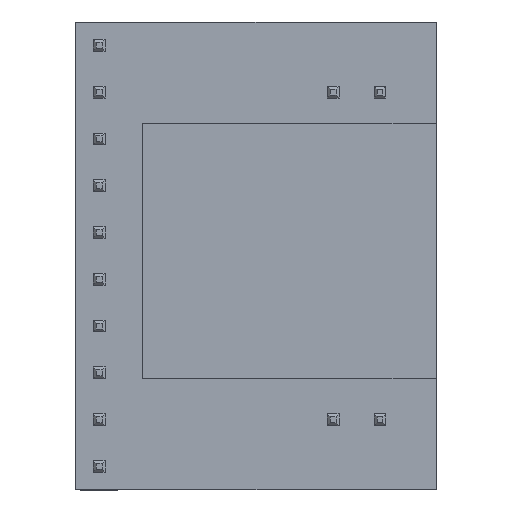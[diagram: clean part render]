
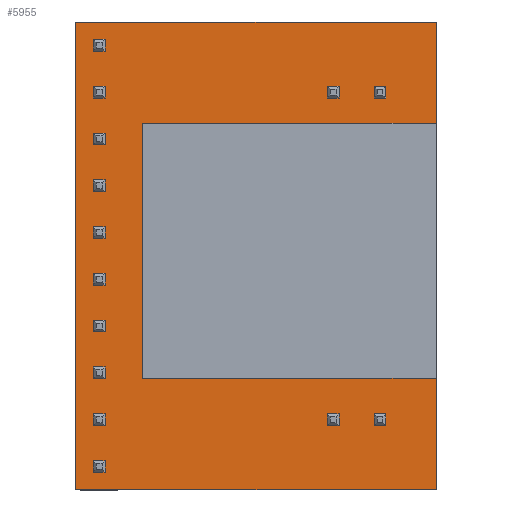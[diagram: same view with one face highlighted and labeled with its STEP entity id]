
A CAD part, top view. The second image highlights one B-rep face of the part: STEP entity #5955.
In plain terms, the highlighted planar face has unit normal (0, 0, 1).
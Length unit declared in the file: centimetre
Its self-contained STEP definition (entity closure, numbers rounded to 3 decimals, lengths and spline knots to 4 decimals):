
#45=FACE_OUTER_BOUND($,#405,.T.);
#405=EDGE_LOOP($,(#3887,#3888,#3889,#3890));
#793=LINE($,#8266,#1647);
#794=LINE($,#8268,#1648);
#795=LINE($,#8270,#1649);
#796=LINE($,#8271,#1650);
#1647=VECTOR($,#6690,2.54);
#1648=VECTOR($,#6691,1.956);
#1649=VECTOR($,#6692,2.54);
#1650=VECTOR($,#6693,1.956);
#2501=VERTEX_POINT($,#8264);
#2502=VERTEX_POINT($,#8265);
#2503=VERTEX_POINT($,#8267);
#2504=VERTEX_POINT($,#8269);
#3033=EDGE_CURVE($,#2501,#2502,#793,.T.);
#3034=EDGE_CURVE($,#2502,#2503,#794,.T.);
#3035=EDGE_CURVE($,#2503,#2504,#795,.T.);
#3036=EDGE_CURVE($,#2504,#2501,#796,.T.);
#3887=ORIENTED_EDGE($,*,*,#3033,.T.);
#3888=ORIENTED_EDGE($,*,*,#3034,.T.);
#3889=ORIENTED_EDGE($,*,*,#3035,.T.);
#3890=ORIENTED_EDGE($,*,*,#3036,.T.);
#5595=PLANE($,#6326);
#5955=ADVANCED_FACE($,(#45),#5595,.T.);
#6326=AXIS2_PLACEMENT_3D($,#8263,#6688,#6689);
#6688=DIRECTION('center_axis',(0.,0.,1.));
#6689=DIRECTION('ref_axis',(-1.,0.,0.));
#6690=DIRECTION($,(0.,-1.,0.));
#6691=DIRECTION($,(1.,0.,0.));
#6692=DIRECTION($,(0.,1.,0.));
#6693=DIRECTION($,(-1.,0.,0.));
#8263=CARTESIAN_POINT('Origin',(-11.0461,7.8289,3.604));
#8264=CARTESIAN_POINT('',(-12.0241,9.0989,3.604));
#8265=CARTESIAN_POINT('',(-12.0241,6.5589,3.604));
#8266=CARTESIAN_POINT($,(-12.0241,7.8289,3.604));
#8267=CARTESIAN_POINT('',(-10.0681,6.5589,3.604));
#8268=CARTESIAN_POINT($,(-11.0461,6.5589,3.604));
#8269=CARTESIAN_POINT('',(-10.0681,9.0989,3.604));
#8270=CARTESIAN_POINT($,(-10.0681,7.8289,3.604));
#8271=CARTESIAN_POINT($,(-11.0461,9.0989,3.604));
